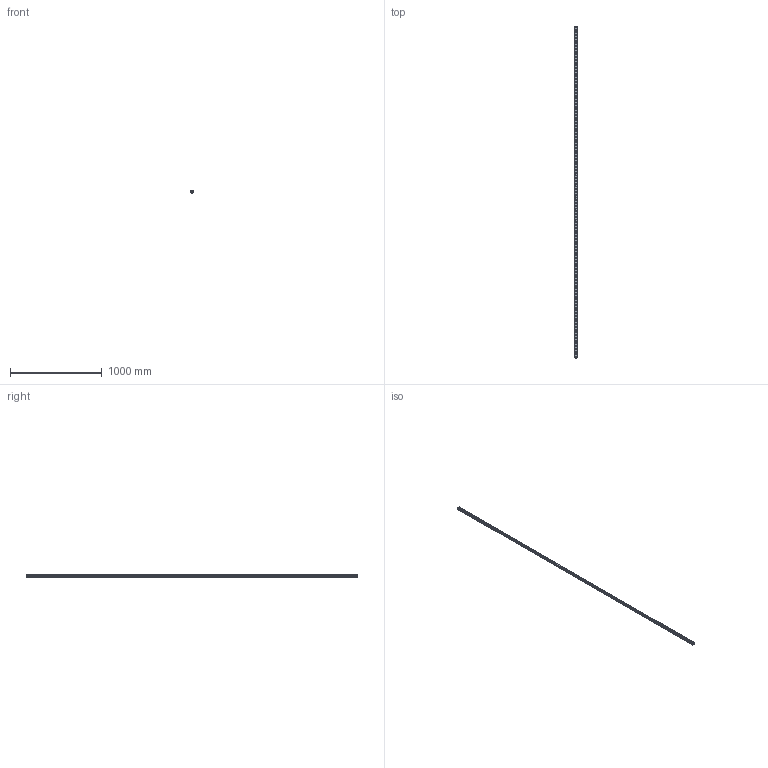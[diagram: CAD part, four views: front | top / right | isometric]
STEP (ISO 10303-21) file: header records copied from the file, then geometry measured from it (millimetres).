
FILE_DESCRIPTION(('STEP AP214'),'1');
FILE_NAME('cctmp_ED7BC2E5-7B98-4094-9F0C-2318D49F34B0_2021_03_10_12_24_37_0884..stp','2021-03-10T11:24:38',('HIWIN GmbH'),('CADClick - www.CADClick.com'),'Spatial InterOp 3D',' ','unknown authorization');
FILE_SCHEMA(('AUTOMOTIVE_DESIGN'));
Length unit declared in the file: millimetre
Products named in the file (1): RGR25R3620H_FILE
Bounding box: 23 x 3620 x 23.6 mm (x, y, z)
Volume: 1451241.8 mm3; surface area: 449264.9 mm2
Topology: 1 solids, 1 shells, 1206 faces, 2511 edges, 1674 vertices
Faces by surface type: cylinder 744, plane 462
Entity records: 42475 total; most frequent: DIRECTION 6413, CARTESIAN_POINT 5392, ORIENTED_EDGE 5022, AXIS2_PLACEMENT_3D 2695, EDGE_CURVE 2511, VERTEX_POINT 1674, EDGE_LOOP 1573, CIRCLE 1488
